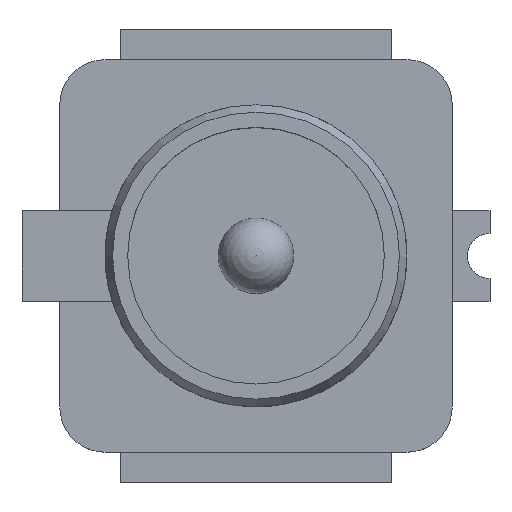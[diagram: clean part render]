
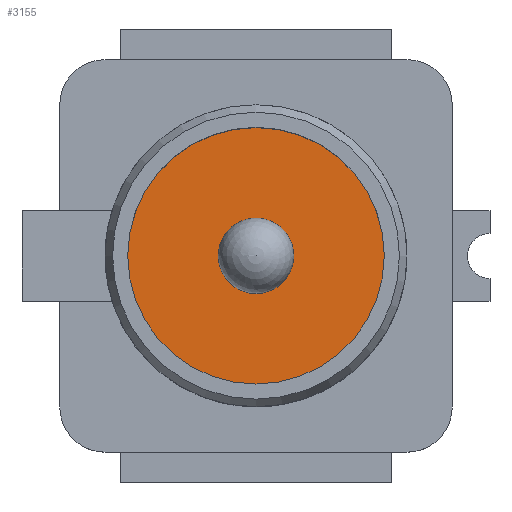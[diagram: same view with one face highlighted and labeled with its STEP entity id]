
A CAD part, top view. The second image highlights one B-rep face of the part: STEP entity #3155.
In plain terms, the highlighted planar face has unit normal (0, 0, 1).
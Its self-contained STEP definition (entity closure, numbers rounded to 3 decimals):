
#3085 = CYLINDRICAL_SURFACE('',#3086,0.85);
#3086 = AXIS2_PLACEMENT_3D('',#3087,#3088,#3089);
#3087 = CARTESIAN_POINT('',(0.,0.,1.25));
#3088 = DIRECTION('',(0.,0.,-1.));
#3089 = DIRECTION('',(-1.,0.,0.));
#3101 = VERTEX_POINT('',#3102);
#3102 = CARTESIAN_POINT('',(-0.85,0.,0.35));
#3125 = EDGE_CURVE('',#3101,#3101,#3126,.T.);
#3126 = SURFACE_CURVE('',#3127,(#3132,#3139),.PCURVE_S1.);
#3127 = CIRCLE('',#3128,0.85);
#3128 = AXIS2_PLACEMENT_3D('',#3129,#3130,#3131);
#3129 = CARTESIAN_POINT('',(0.,0.,0.35));
#3130 = DIRECTION('',(0.,0.,1.));
#3131 = DIRECTION('',(-1.,0.,0.));
#3132 = PCURVE('',#3085,#3133);
#3133 = DEFINITIONAL_REPRESENTATION('',(#3134),#3138);
#3134 = LINE('',#3135,#3136);
#3135 = CARTESIAN_POINT('',(0.,0.9));
#3136 = VECTOR('',#3137,1.);
#3137 = DIRECTION('',(-1.,0.));
#3138 = ( GEOMETRIC_REPRESENTATION_CONTEXT(2) 
PARAMETRIC_REPRESENTATION_CONTEXT() REPRESENTATION_CONTEXT('2D SPACE',''
  ) );
#3139 = PCURVE('',#3140,#3145);
#3140 = PLANE('',#3141);
#3141 = AXIS2_PLACEMENT_3D('',#3142,#3143,#3144);
#3142 = CARTESIAN_POINT('',(-1.,-1.3,0.35));
#3143 = DIRECTION('',(0.,0.,-1.));
#3144 = DIRECTION('',(-1.,0.,0.));
#3145 = DEFINITIONAL_REPRESENTATION('',(#3146),#3154);
#3146 = ( BOUNDED_CURVE() B_SPLINE_CURVE(2,(#3147,#3148,#3149,#3150,
#3151,#3152,#3153),.UNSPECIFIED.,.T.,.F.) B_SPLINE_CURVE_WITH_KNOTS((1,2
    ,2,2,2,1),(-2.094,0.,2.094,4.189,
6.283,8.378),.UNSPECIFIED.) CURVE() 
GEOMETRIC_REPRESENTATION_ITEM() RATIONAL_B_SPLINE_CURVE((1.,0.5,1.,0.5,
1.,0.5,1.)) REPRESENTATION_ITEM('') );
#3147 = CARTESIAN_POINT('',(-0.15,1.3));
#3148 = CARTESIAN_POINT('',(-0.15,-0.172));
#3149 = CARTESIAN_POINT('',(-1.425,0.564));
#3150 = CARTESIAN_POINT('',(-2.7,1.3));
#3151 = CARTESIAN_POINT('',(-1.425,2.036));
#3152 = CARTESIAN_POINT('',(-0.15,2.772));
#3153 = CARTESIAN_POINT('',(-0.15,1.3));
#3154 = ( GEOMETRIC_REPRESENTATION_CONTEXT(2) 
PARAMETRIC_REPRESENTATION_CONTEXT() REPRESENTATION_CONTEXT('2D SPACE',''
  ) );
#3155 = ADVANCED_FACE('',(#3156,#3159),#3140,.F.);
#3156 = FACE_BOUND('',#3157,.F.);
#3157 = EDGE_LOOP('',(#3158));
#3158 = ORIENTED_EDGE('',*,*,#3125,.F.);
#3159 = FACE_BOUND('',#3160,.F.);
#3160 = EDGE_LOOP('',(#3161));
#3161 = ORIENTED_EDGE('',*,*,#3162,.T.);
#3162 = EDGE_CURVE('',#3163,#3163,#3165,.T.);
#3163 = VERTEX_POINT('',#3164);
#3164 = CARTESIAN_POINT('',(-0.25,0.,0.35));
#3165 = SURFACE_CURVE('',#3166,(#3171,#3182),.PCURVE_S1.);
#3166 = CIRCLE('',#3167,0.25);
#3167 = AXIS2_PLACEMENT_3D('',#3168,#3169,#3170);
#3168 = CARTESIAN_POINT('',(0.,0.,0.35));
#3169 = DIRECTION('',(0.,0.,1.));
#3170 = DIRECTION('',(-1.,0.,0.));
#3171 = PCURVE('',#3140,#3172);
#3172 = DEFINITIONAL_REPRESENTATION('',(#3173),#3181);
#3173 = ( BOUNDED_CURVE() B_SPLINE_CURVE(2,(#3174,#3175,#3176,#3177,
#3178,#3179,#3180),.UNSPECIFIED.,.F.,.F.) B_SPLINE_CURVE_WITH_KNOTS((1,2
    ,2,2,2,1),(-2.094,0.,2.094,4.189,
6.283,8.378),.UNSPECIFIED.) CURVE() 
GEOMETRIC_REPRESENTATION_ITEM() RATIONAL_B_SPLINE_CURVE((1.,0.5,1.,0.5,
1.,0.5,1.)) REPRESENTATION_ITEM('') );
#3174 = CARTESIAN_POINT('',(-0.75,1.3));
#3175 = CARTESIAN_POINT('',(-0.75,0.867));
#3176 = CARTESIAN_POINT('',(-1.125,1.083));
#3177 = CARTESIAN_POINT('',(-1.5,1.3));
#3178 = CARTESIAN_POINT('',(-1.125,1.517));
#3179 = CARTESIAN_POINT('',(-0.75,1.733));
#3180 = CARTESIAN_POINT('',(-0.75,1.3));
#3181 = ( GEOMETRIC_REPRESENTATION_CONTEXT(2) 
PARAMETRIC_REPRESENTATION_CONTEXT() REPRESENTATION_CONTEXT('2D SPACE',''
  ) );
#3182 = PCURVE('',#3183,#3188);
#3183 = CYLINDRICAL_SURFACE('',#3184,0.25);
#3184 = AXIS2_PLACEMENT_3D('',#3185,#3186,#3187);
#3185 = CARTESIAN_POINT('',(0.,0.,1.));
#3186 = DIRECTION('',(0.,0.,-1.));
#3187 = DIRECTION('',(-1.,0.,0.));
#3188 = DEFINITIONAL_REPRESENTATION('',(#3189),#3193);
#3189 = LINE('',#3190,#3191);
#3190 = CARTESIAN_POINT('',(0.,0.65));
#3191 = VECTOR('',#3192,1.);
#3192 = DIRECTION('',(-1.,0.));
#3193 = ( GEOMETRIC_REPRESENTATION_CONTEXT(2) 
PARAMETRIC_REPRESENTATION_CONTEXT() REPRESENTATION_CONTEXT('2D SPACE',''
  ) );
